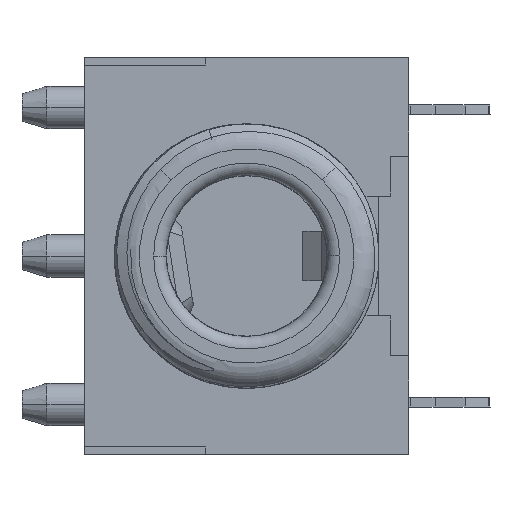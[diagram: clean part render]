
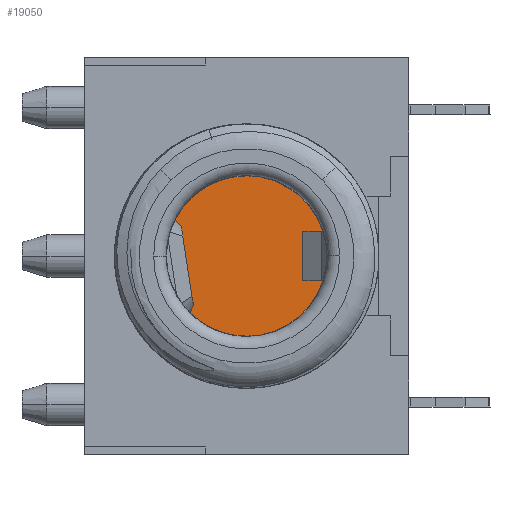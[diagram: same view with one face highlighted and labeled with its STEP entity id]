
A CAD part, left-side view. The second image highlights one B-rep face of the part: STEP entity #19050.
In plain terms, the highlighted planar face has unit normal (-1, 0, 0).
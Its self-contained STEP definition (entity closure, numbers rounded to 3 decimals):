
#376 = DIRECTION ( 'NONE',  ( 1., 0., 0. ) ) ;
#592 = EDGE_CURVE ( 'NONE', #6833, #1089, #4676, .T. ) ;
#1089 = VERTEX_POINT ( 'NONE', #18542 ) ;
#1301 = ORIENTED_EDGE ( 'NONE', *, *, #592, .F. ) ;
#1988 = CARTESIAN_POINT ( 'NONE',  ( 23.4, 6.35, 0. ) ) ;
#2195 = FACE_OUTER_BOUND ( 'NONE', #16800, .T. ) ;
#3021 = EDGE_CURVE ( 'NONE', #1089, #6833, #6639, .T. ) ;
#4676 = CIRCLE ( 'NONE', #7168, 3.215 ) ;
#6632 = PLANE ( 'NONE',  #12177 ) ;
#6639 = CIRCLE ( 'NONE', #21558, 3.215 ) ;
#6833 = VERTEX_POINT ( 'NONE', #9241 ) ;
#7168 = AXIS2_PLACEMENT_3D ( 'NONE', #19299, #17780, #7836 ) ;
#7836 = DIRECTION ( 'NONE',  ( 0., 1., 0. ) ) ;
#8743 = ORIENTED_EDGE ( 'NONE', *, *, #3021, .F. ) ;
#8753 = DIRECTION ( 'NONE',  ( 0., -1., 0. ) ) ;
#9241 = CARTESIAN_POINT ( 'NONE',  ( 23.4, 9.565, 0. ) ) ;
#10049 = DIRECTION ( 'NONE',  ( 0., 0., 1. ) ) ;
#11571 = DIRECTION ( 'NONE',  ( -1., 0., 0. ) ) ;
#12177 = AXIS2_PLACEMENT_3D ( 'NONE', #13303, #11571, #10049 ) ;
#13303 = CARTESIAN_POINT ( 'NONE',  ( 23.4, 0., 0. ) ) ;
#16800 = EDGE_LOOP ( 'NONE', ( #8743, #1301 ) ) ;
#17780 = DIRECTION ( 'NONE',  ( 1., 0., 0. ) ) ;
#18542 = CARTESIAN_POINT ( 'NONE',  ( 23.4, 3.135, 0. ) ) ;
#19050 = ADVANCED_FACE ( 'NONE', ( #2195 ), #6632, .T. ) ;
#19299 = CARTESIAN_POINT ( 'NONE',  ( 23.4, 6.35, 0. ) ) ;
#21558 = AXIS2_PLACEMENT_3D ( 'NONE', #1988, #376, #8753 ) ;
